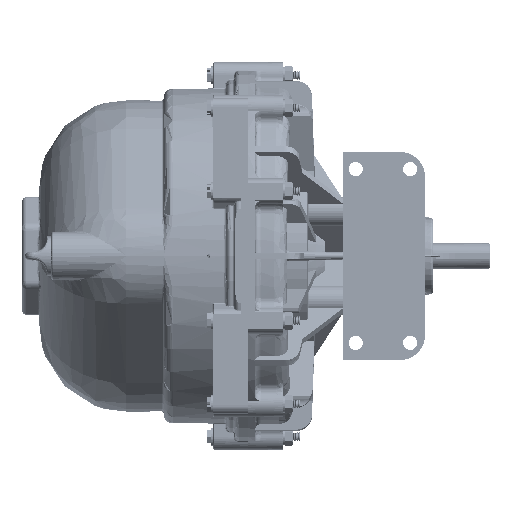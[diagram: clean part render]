
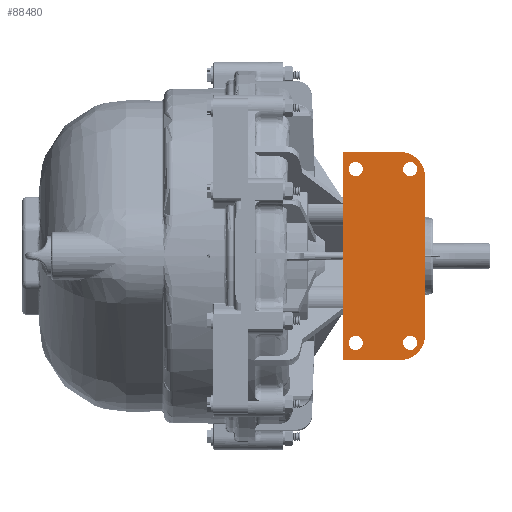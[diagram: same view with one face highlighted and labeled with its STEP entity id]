
A CAD part, front view. The second image highlights one B-rep face of the part: STEP entity #88480.
In plain terms, the highlighted planar face has unit normal (0, -1, 0).
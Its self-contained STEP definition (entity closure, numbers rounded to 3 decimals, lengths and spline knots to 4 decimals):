
#4759=FACE_BOUND('',#20314,.T.);
#4760=FACE_BOUND('',#20315,.T.);
#4761=FACE_BOUND('',#20316,.T.);
#4762=FACE_BOUND('',#20317,.T.);
#8335=CIRCLE('',#97127,0.75);
#8343=CIRCLE('',#97142,0.75);
#8344=CIRCLE('',#97144,0.2031);
#8345=CIRCLE('',#97145,0.2031);
#8346=CIRCLE('',#97146,0.2031);
#8347=CIRCLE('',#97147,0.2031);
#10366=PLANE('',#97143);
#15124=FACE_OUTER_BOUND('',#20313,.T.);
#20313=EDGE_LOOP('',(#82214,#82215,#82216,#82217,#82218,#82219));
#20314=EDGE_LOOP('',(#82220));
#20315=EDGE_LOOP('',(#82221));
#20316=EDGE_LOOP('',(#82222));
#20317=EDGE_LOOP('',(#82223));
#28570=LINE('',#200320,#34115);
#28711=LINE('',#203882,#34256);
#28750=LINE('',#204728,#34295);
#28757=LINE('',#204812,#34302);
#34115=VECTOR('',#117361,0.3937);
#34256=VECTOR('',#118202,0.3937);
#34295=VECTOR('',#118467,0.3937);
#34302=VECTOR('',#118504,0.3937);
#42459=VERTEX_POINT('',#200317);
#42460=VERTEX_POINT('',#200319);
#42751=VERTEX_POINT('',#203880);
#42824=VERTEX_POINT('',#204722);
#42825=VERTEX_POINT('',#204724);
#42833=VERTEX_POINT('',#204808);
#42834=VERTEX_POINT('',#204813);
#42835=VERTEX_POINT('',#204815);
#42836=VERTEX_POINT('',#204817);
#42837=VERTEX_POINT('',#204819);
#55462=EDGE_CURVE('',#42459,#42460,#28570,.T.);
#55932=EDGE_CURVE('',#42459,#42751,#28711,.T.);
#56063=EDGE_CURVE('',#42824,#42825,#8335,.T.);
#56065=EDGE_CURVE('',#42460,#42824,#28750,.T.);
#56081=EDGE_CURVE('',#42833,#42751,#8343,.T.);
#56082=EDGE_CURVE('',#42833,#42825,#28757,.T.);
#56083=EDGE_CURVE('',#42834,#42834,#8344,.T.);
#56084=EDGE_CURVE('',#42835,#42835,#8345,.T.);
#56085=EDGE_CURVE('',#42836,#42836,#8346,.T.);
#56086=EDGE_CURVE('',#42837,#42837,#8347,.T.);
#82214=ORIENTED_EDGE('',*,*,#56081,.F.);
#82215=ORIENTED_EDGE('',*,*,#56082,.T.);
#82216=ORIENTED_EDGE('',*,*,#56063,.F.);
#82217=ORIENTED_EDGE('',*,*,#56065,.F.);
#82218=ORIENTED_EDGE('',*,*,#55462,.F.);
#82219=ORIENTED_EDGE('',*,*,#55932,.T.);
#82220=ORIENTED_EDGE('',*,*,#56083,.T.);
#82221=ORIENTED_EDGE('',*,*,#56084,.T.);
#82222=ORIENTED_EDGE('',*,*,#56085,.T.);
#82223=ORIENTED_EDGE('',*,*,#56086,.T.);
#88480=ADVANCED_FACE('',(#15124,#4759,#4760,#4761,#4762),#10366,.T.);
#97127=AXIS2_PLACEMENT_3D('',#204725,#118462,#118463);
#97142=AXIS2_PLACEMENT_3D('',#204810,#118500,#118501);
#97143=AXIS2_PLACEMENT_3D('',#204811,#118502,#118503);
#97144=AXIS2_PLACEMENT_3D('',#204814,#118505,#118506);
#97145=AXIS2_PLACEMENT_3D('',#204816,#118507,#118508);
#97146=AXIS2_PLACEMENT_3D('',#204818,#118509,#118510);
#97147=AXIS2_PLACEMENT_3D('',#204820,#118511,#118512);
#117361=DIRECTION('',(1.,0.,0.));
#118202=DIRECTION('',(0.,0.,-1.));
#118462=DIRECTION('center_axis',(0.,1.,0.));
#118463=DIRECTION('ref_axis',(0.707,0.,-0.707));
#118467=DIRECTION('',(0.,0.,-1.));
#118500=DIRECTION('center_axis',(0.,1.,0.));
#118501=DIRECTION('ref_axis',(-0.707,0.,-0.707));
#118502=DIRECTION('center_axis',(0.,-1.,0.));
#118503=DIRECTION('ref_axis',(0.,0.,-1.));
#118504=DIRECTION('',(1.,0.,0.));
#118505=DIRECTION('center_axis',(0.,1.,0.));
#118506=DIRECTION('ref_axis',(1.,0.,0.));
#118507=DIRECTION('center_axis',(0.,1.,0.));
#118508=DIRECTION('ref_axis',(1.,0.,0.));
#118509=DIRECTION('center_axis',(0.,1.,0.));
#118510=DIRECTION('ref_axis',(1.,0.,0.));
#118511=DIRECTION('center_axis',(0.,1.,0.));
#118512=DIRECTION('ref_axis',(1.,0.,0.));
#200317=CARTESIAN_POINT('',(-3.,-4.171,0.));
#200319=CARTESIAN_POINT('',(3.,-4.171,0.));
#200320=CARTESIAN_POINT('',(-1.923,-4.171,0.));
#203880=CARTESIAN_POINT('',(-3.,-4.171,-1.625));
#203882=CARTESIAN_POINT('',(-3.,-4.171,0.));
#204722=CARTESIAN_POINT('',(3.,-4.171,-1.625));
#204724=CARTESIAN_POINT('',(2.25,-4.171,-2.375));
#204725=CARTESIAN_POINT('Origin',(2.25,-4.171,-1.625));
#204728=CARTESIAN_POINT('',(3.,-4.171,0.));
#204808=CARTESIAN_POINT('',(-2.25,-4.171,-2.375));
#204810=CARTESIAN_POINT('Origin',(-2.25,-4.171,-1.625));
#204811=CARTESIAN_POINT('Origin',(-1.923,-4.171,0.));
#204812=CARTESIAN_POINT('',(-3.,-4.171,-2.375));
#204813=CARTESIAN_POINT('',(-2.7031,-4.171,-0.375));
#204814=CARTESIAN_POINT('Origin',(-2.5,-4.171,-0.375));
#204815=CARTESIAN_POINT('',(2.2969,-4.171,-0.375));
#204816=CARTESIAN_POINT('Origin',(2.5,-4.171,-0.375));
#204817=CARTESIAN_POINT('',(2.2969,-4.171,-1.9375));
#204818=CARTESIAN_POINT('Origin',(2.5,-4.171,-1.9375));
#204819=CARTESIAN_POINT('',(-2.7031,-4.171,-1.9375));
#204820=CARTESIAN_POINT('Origin',(-2.5,-4.171,-1.9375));
